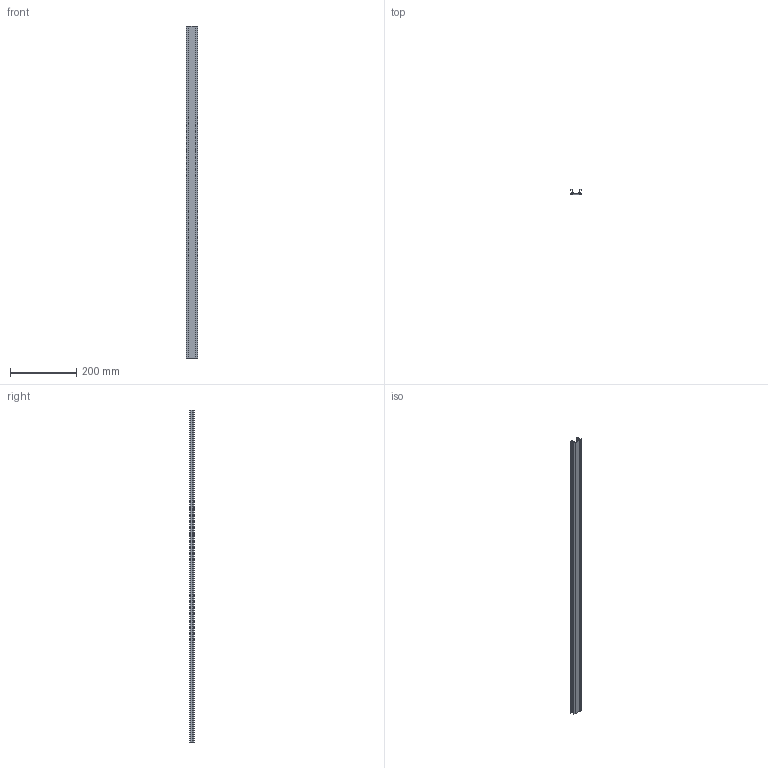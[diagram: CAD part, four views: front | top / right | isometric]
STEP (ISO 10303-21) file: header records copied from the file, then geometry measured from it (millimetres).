
FILE_DESCRIPTION (( 'STEP AP203' ), '1' );
FILE_NAME ('MG Tip Düz Alüminyum Montaj Rayý - 1 m.STEP', '2019-01-04T11:22:37', ( '' ), ( '' ), 'SwSTEP 2.0', 'SolidWorks 2011', '' );
FILE_SCHEMA (( 'CONFIG_CONTROL_DESIGN' ));
Length unit declared in the file: millimetre
Products named in the file (1): MG Tip Düz Alüminyum Montaj Rayý - 1 m
Bounding box: 35 x 14.5 x 1000 mm (x, y, z)
Volume: 145419.9 mm3; surface area: 151009.4 mm2
Topology: 1 solids, 1 shells, 51 faces, 147 edges, 98 vertices
Faces by surface type: plane 32, cylinder 19
Entity records: 1756 total; most frequent: CARTESIAN_POINT 297, ORIENTED_EDGE 294, DIRECTION 289, EDGE_CURVE 147, VECTOR 109, LINE 109, VERTEX_POINT 98, AXIS2_PLACEMENT_3D 90
